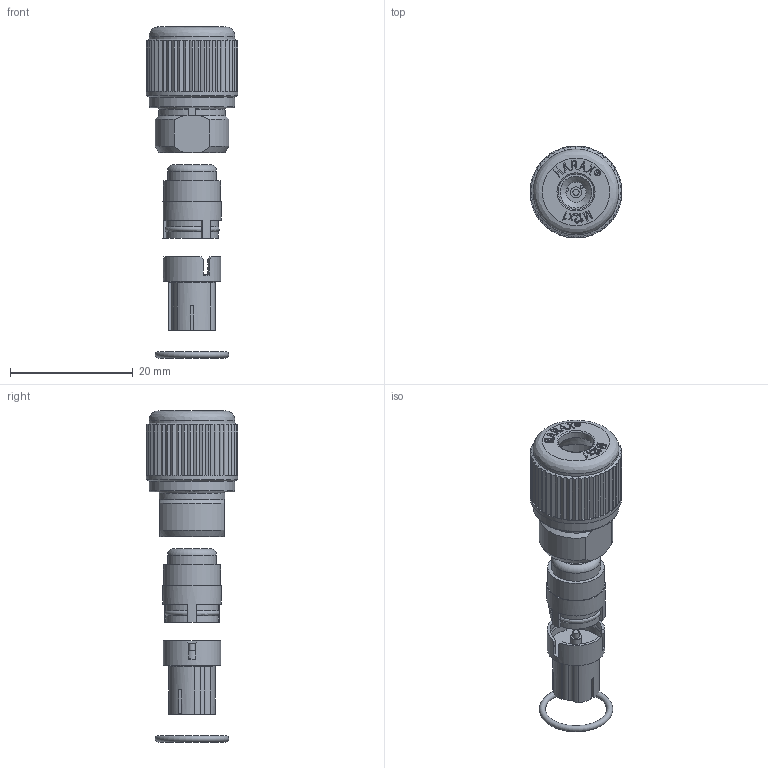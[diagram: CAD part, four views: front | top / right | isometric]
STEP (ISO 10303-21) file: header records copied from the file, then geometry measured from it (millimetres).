
FILE_DESCRIPTION(/* description */ (''),/* implementation_level */ '2;1');
FILE_NAME(/* name */ '100740390ugm000_a.stp',/* time_stamp */ '2017-09-26T12:28:52+02:00',/* author */ (''),/* organization */ (''),/* preprocessor_version */ 'ST-DEVELOPER v16',/* originating_system */ 'SIEMENS PLM Software NX 10.0',/* authorisation */ '');
FILE_SCHEMA (('AUTOMOTIVE_DESIGN { 1 0 10303 214 3 1 1 1 }'));
Length unit declared in the file: millimetre
Products named in the file (1): 100740390ugm000_a
Bounding box: 15 x 15 x 54.15 mm (x, y, z)
Volume: 2534.5 mm3; surface area: 3105.7 mm2
Topology: 4 solids, 4 shells, 429 faces, 1074 edges, 684 vertices
Faces by surface type: plane 324, cylinder 46, extrusion 33, bspline 15, cone 9, torus 2
Full cylindrical faces by diameter (mm): 0.5 x6, 0.9 x1, 1 x2, 1.8 x1, 3.3 x1, 3.8 x1, 5.2 x1, 5.8 x1, 7.6 x1, 8 x1, 9.3 x1, 9.4 x1, 9.55 x1, 9.6 x1, 14 x2, 15 x1
Entity records: 13941 total; most frequent: CARTESIAN_POINT 4541, ORIENTED_EDGE 2072, DIRECTION 1605, EDGE_CURVE 1036, VERTEX_POINT 683, AXIS2_PLACEMENT_3D 579, EDGE_LOOP 500, B_SPLINE_CURVE_WITH_KNOTS 448
